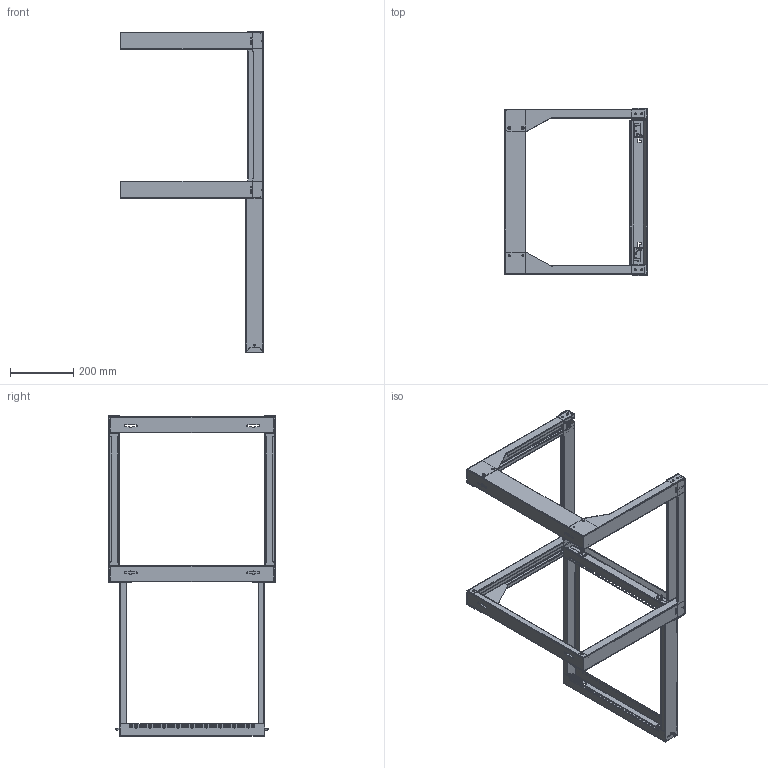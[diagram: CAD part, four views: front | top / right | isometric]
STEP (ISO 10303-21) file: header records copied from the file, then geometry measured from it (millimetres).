
FILE_DESCRIPTION (( 'STEP AP214' ), '1' );
FILE_NAME ('LC-SGWR-9U_3D.step', '2024-03-15T17:33:02', ( '' ), ( '' ), 'SwSTEP 2.0', 'SolidWorks 2022', '' );
FILE_SCHEMA (( 'AUTOMOTIVE_DESIGN' ));
Length unit declared in the file: inch
Products named in the file (18): 10.10.030304.0002; 1.02.12.102124000; 10.20.030304.0002_9U; 1.02.12.102123788; 10.10.030302.0001; 10.10.030302.0002_´øË¿Ó¡Logo; 10.20.030301.0002_9U; 10.10.030304.0005; 1.02.12.102124001; 10.10.040406.0002; 1.02.12.102121009; 10.10.030304.0007_9U; 10.10.030301.0002_9U; LC-SGWR-9U_3D; 10.10.030304.0006; 10.10.040406.0001; 10.30.030301.0002_9U; 1.02.08.102081001
Assembly tree (35 placements, depth 4):
  LC-SGWR-9U_3D
    10.20.030304.0002_9U  x2
      10.10.030304.0007_9U
      10.10.030304.0002
      10.10.030304.0006
      10.10.030304.0005
    10.30.030301.0002_9U
      10.20.030301.0002_9U
        10.10.030301.0002_9U  x2
        10.10.030302.0001  x2
      10.10.040406.0001  x2
      1.02.12.102121009  x4
      1.02.12.102123788  x4
      1.02.08.102081001  x4
      10.10.040406.0002  x2
    10.10.030302.0002_´øË¿Ó¡Logo  x2
    1.02.12.102124000  x2
    1.02.12.102124001  x2
Bounding box: 451.8 x 527.65 x 1014.97 mm (x, y, z)
Volume: 1381569.9 mm3; surface area: 1600948.2 mm2
Topology: 36 solids, 36 shells, 2170 faces, 6034 edges, 3940 vertices
Faces by surface type: plane 1244, cylinder 800, bspline 66, cone 60
Entity records: 54316 total; most frequent: CARTESIAN_POINT 13640, ORIENTED_EDGE 5614, DIRECTION 5549, EDGE_CURVE 2807, VECTOR 1999, LINE 1999, VERTEX_POINT 1836, AXIS2_PLACEMENT_3D 1775
